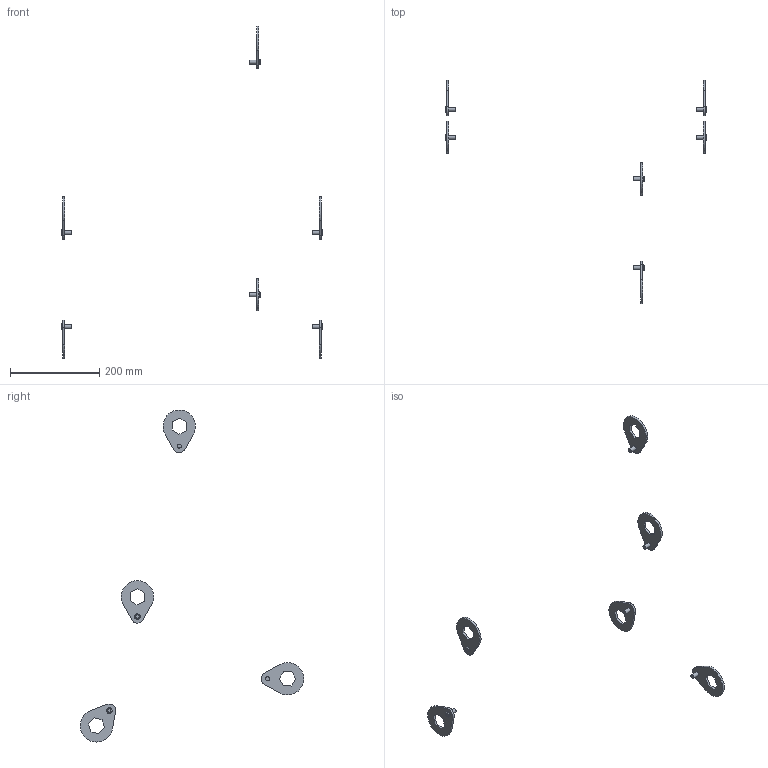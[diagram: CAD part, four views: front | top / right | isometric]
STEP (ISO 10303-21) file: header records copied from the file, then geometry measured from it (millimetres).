
FILE_DESCRIPTION( ( '' ), ' ' );
FILE_NAME( '5de8ed19995cc00ec5c187e0.step', '2019-12-05T11:42:17', ( '' ), ( '' ), ' ', ' ', ' ' );
FILE_SCHEMA( ( 'AUTOMOTIVE_DESIGN { 1 0 10303 214 1 1 1 1 }' ) );
Length unit declared in the file: metre
Products named in the file (6): Part 73; Part 26; Part 23; Part 47; Part 58; Part 34
Bounding box: 585.51 x 500.31 x 743.15 mm (x, y, z)
Volume: 132363.6 mm3; surface area: 63367.3 mm2
Topology: 6 solids, 6 shells, 102 faces, 228 edges, 150 vertices
Faces by surface type: plane 72, cylinder 24, torus 6
Full cylindrical faces by diameter (mm): 8.89 x6, 12.7 x6
Entity records: 3634 total; most frequent: DIRECTION 480, CARTESIAN_POINT 468, ORIENTED_EDGE 420, EDGE_CURVE 210, AXIS2_PLACEMENT_3D 162, LINE 156, VECTOR 156, VERTEX_POINT 150
